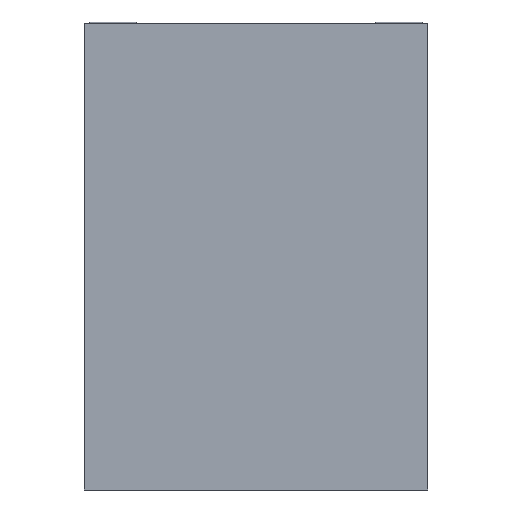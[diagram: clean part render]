
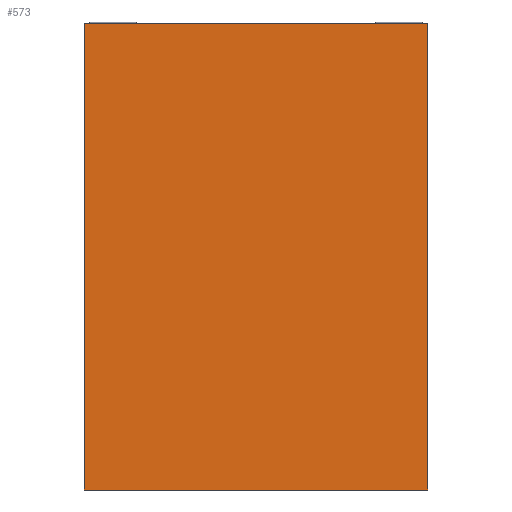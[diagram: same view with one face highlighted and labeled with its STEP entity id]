
A CAD part, front view. The second image highlights one B-rep face of the part: STEP entity #573.
In plain terms, the highlighted planar face has unit normal (0, -1, 0).
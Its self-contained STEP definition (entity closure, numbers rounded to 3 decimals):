
#30 = CARTESIAN_POINT ( 'NONE',  ( 0., 0., -24.13 ) ) ;
#31 = DIRECTION ( 'NONE',  ( 1., 0., 0. ) ) ;
#36 = DIRECTION ( 'NONE',  ( 1., 0., 0. ) ) ;
#37 = CARTESIAN_POINT ( 'NONE',  ( 0., 0., 0. ) ) ;
#255 = VECTOR ( 'NONE', #940, 1000. ) ;
#256 = LINE ( 'NONE', #939, #255 ) ;
#259 = VECTOR ( 'NONE', #936, 1000. ) ;
#260 = LINE ( 'NONE', #935, #259 ) ;
#280 = FACE_OUTER_BOUND ( 'NONE', #1321, .T. ) ;
#310 = VERTEX_POINT ( 'NONE', #386 ) ;
#312 = VERTEX_POINT ( 'NONE', #388 ) ;
#315 = VERTEX_POINT ( 'NONE', #391 ) ;
#316 = VERTEX_POINT ( 'NONE', #392 ) ;
#386 = CARTESIAN_POINT ( 'NONE',  ( 0., 0., 0. ) ) ;
#388 = CARTESIAN_POINT ( 'NONE',  ( 0., 0., -24.13 ) ) ;
#391 = CARTESIAN_POINT ( 'NONE',  ( 17.8, 0., 0. ) ) ;
#392 = CARTESIAN_POINT ( 'NONE',  ( 17.8, 0., -24.13 ) ) ;
#476 = EDGE_CURVE ( 'NONE', #310, #315, #639, .T. ) ;
#478 = EDGE_CURVE ( 'NONE', #312, #316, #635, .T. ) ;
#573 = ADVANCED_FACE ( 'NONE', ( #280 ), #908, .T. ) ;
#634 = VECTOR ( 'NONE', #31, 1000. ) ;
#635 = LINE ( 'NONE', #30, #634 ) ;
#638 = VECTOR ( 'NONE', #36, 1000. ) ;
#639 = LINE ( 'NONE', #37, #638 ) ;
#908 = PLANE ( 'NONE',  #1035 ) ;
#911 = CARTESIAN_POINT ( 'NONE',  ( 0., 0., -24.13 ) ) ;
#917 = DIRECTION ( 'NONE',  ( 0., -1., 0. ) ) ;
#918 = DIRECTION ( 'NONE',  ( 0., 0., -1. ) ) ;
#935 = CARTESIAN_POINT ( 'NONE',  ( 17.8, 0., -24.13 ) ) ;
#936 = DIRECTION ( 'NONE',  ( 0., 0., 1. ) ) ;
#939 = CARTESIAN_POINT ( 'NONE',  ( 0., 0., -24.13 ) ) ;
#940 = DIRECTION ( 'NONE',  ( 0., 0., 1. ) ) ;
#1035 = AXIS2_PLACEMENT_3D ( 'NONE', #911, #917, #918 ) ;
#1103 = EDGE_CURVE ( 'NONE', #316, #315, #260, .T. ) ;
#1105 = EDGE_CURVE ( 'NONE', #312, #310, #256, .T. ) ;
#1321 = EDGE_LOOP ( 'NONE', ( #1385, #1386, #1387, #1388 ) ) ;
#1385 = ORIENTED_EDGE ( 'NONE', *, *, #476, .F. ) ;
#1386 = ORIENTED_EDGE ( 'NONE', *, *, #1105, .F. ) ;
#1387 = ORIENTED_EDGE ( 'NONE', *, *, #478, .T. ) ;
#1388 = ORIENTED_EDGE ( 'NONE', *, *, #1103, .T. ) ;
